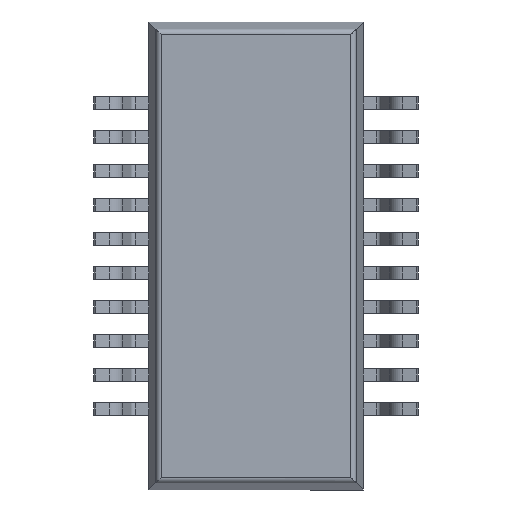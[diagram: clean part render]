
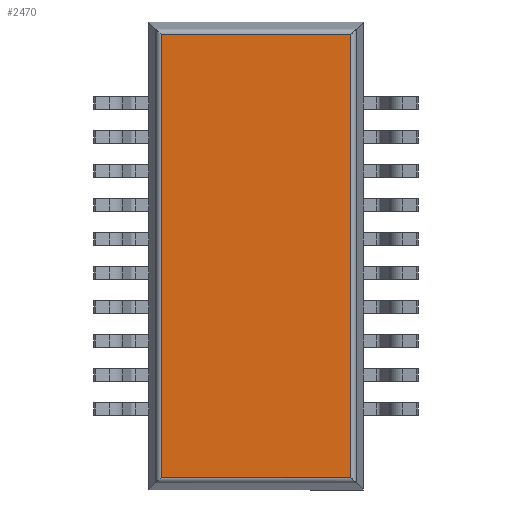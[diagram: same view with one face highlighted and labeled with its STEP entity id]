
A CAD part, front view. The second image highlights one B-rep face of the part: STEP entity #2470.
In plain terms, the highlighted planar face has unit normal (0, -1, 0).
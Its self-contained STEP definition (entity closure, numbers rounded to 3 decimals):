
#2469 = VERTEX_POINT ( 'NONE', #10239 ) ;
#2470 = ADVANCED_FACE ( 'NONE', ( #10238 ), #10222, .T. ) ;
#2471 = EDGE_LOOP ( 'NONE', ( #2482, #2480, #2488, #2478 ) ) ;
#2472 = EDGE_CURVE ( 'NONE', #2473, #2469, #10217, .T. ) ;
#2473 = VERTEX_POINT ( 'NONE', #10275 ) ;
#2474 = EDGE_CURVE ( 'NONE', #2484, #2489, #10274, .T. ) ;
#2478 = ORIENTED_EDGE ( 'NONE', *, *, #2479, .T. ) ;
#2479 = EDGE_CURVE ( 'NONE', #2489, #2473, #10269, .T. ) ;
#2480 = ORIENTED_EDGE ( 'NONE', *, *, #2483, .T. ) ;
#2482 = ORIENTED_EDGE ( 'NONE', *, *, #2472, .T. ) ;
#2483 = EDGE_CURVE ( 'NONE', #2469, #2484, #10261, .T. ) ;
#2484 = VERTEX_POINT ( 'NONE', #10257 ) ;
#2488 = ORIENTED_EDGE ( 'NONE', *, *, #2474, .T. ) ;
#2489 = VERTEX_POINT ( 'NONE', #10297 ) ;
#10214 = DIRECTION ( 'NONE',  ( 0., 0., -1. ) ) ;
#10215 = VECTOR ( 'NONE', #10214, 1000. ) ;
#10216 = CARTESIAN_POINT ( 'NONE',  ( -1.77, 0.15, -4.37 ) ) ;
#10217 = LINE ( 'NONE', #10216, #10215 ) ;
#10218 = DIRECTION ( 'NONE',  ( 0., 0., -1. ) ) ;
#10219 = DIRECTION ( 'NONE',  ( 0., -1., 0. ) ) ;
#10220 = CARTESIAN_POINT ( 'NONE',  ( -2., 0.15, -4.37 ) ) ;
#10221 = AXIS2_PLACEMENT_3D ( 'NONE', #10220, #10219, #10218 ) ;
#10222 = PLANE ( 'NONE',  #10221 ) ;
#10238 = FACE_OUTER_BOUND ( 'NONE', #2471, .T. ) ;
#10239 = CARTESIAN_POINT ( 'NONE',  ( -1.77, 0.15, -4.14 ) ) ;
#10257 = CARTESIAN_POINT ( 'NONE',  ( 1.77, 0.15, -4.14 ) ) ;
#10258 = DIRECTION ( 'NONE',  ( 1., 0., 0. ) ) ;
#10259 = VECTOR ( 'NONE', #10258, 1000. ) ;
#10260 = CARTESIAN_POINT ( 'NONE',  ( -2., 0.15, -4.14 ) ) ;
#10261 = LINE ( 'NONE', #10260, #10259 ) ;
#10266 = DIRECTION ( 'NONE',  ( -1., 0., 0. ) ) ;
#10267 = VECTOR ( 'NONE', #10266, 1000. ) ;
#10268 = CARTESIAN_POINT ( 'NONE',  ( -2., 0.15, 4.14 ) ) ;
#10269 = LINE ( 'NONE', #10268, #10267 ) ;
#10271 = DIRECTION ( 'NONE',  ( 0., 0., 1. ) ) ;
#10272 = VECTOR ( 'NONE', #10271, 1000. ) ;
#10273 = CARTESIAN_POINT ( 'NONE',  ( 1.77, 0.15, -4.37 ) ) ;
#10274 = LINE ( 'NONE', #10273, #10272 ) ;
#10275 = CARTESIAN_POINT ( 'NONE',  ( -1.77, 0.15, 4.14 ) ) ;
#10297 = CARTESIAN_POINT ( 'NONE',  ( 1.77, 0.15, 4.14 ) ) ;
